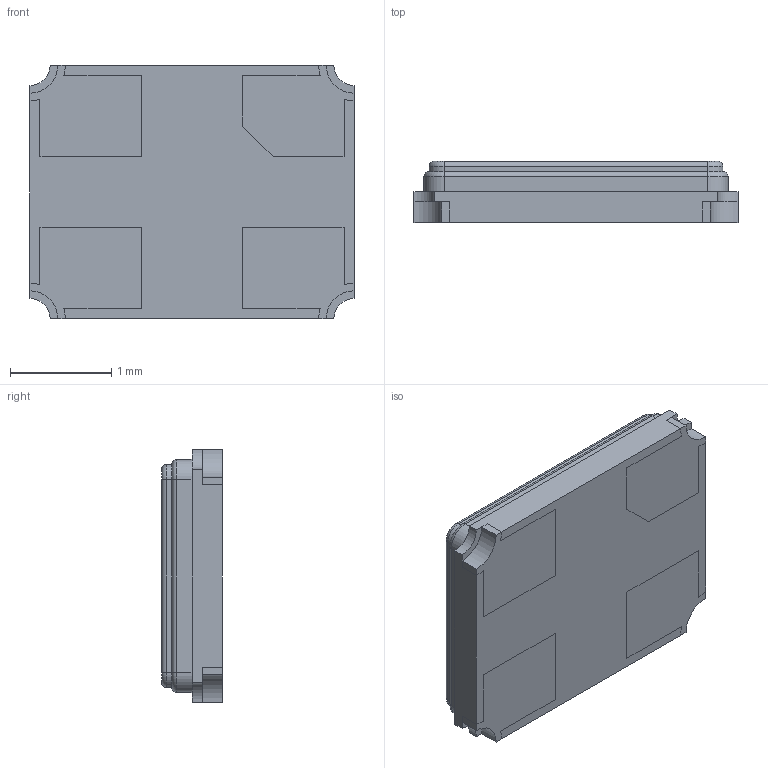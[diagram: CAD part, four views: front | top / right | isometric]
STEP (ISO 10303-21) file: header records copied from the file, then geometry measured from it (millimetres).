
FILE_DESCRIPTION (( 'STEP AP214' ), '1' );
FILE_NAME ('TSX-3225 16.0000MF18X-AC3.STEP', '2020-10-19T18:16:43', ( '' ), ( '' ), 'SwSTEP 2.0', 'SolidWorks 2017', '' );
FILE_SCHEMA (( 'AUTOMOTIVE_DESIGN' ));
Length unit declared in the file: millimetre
Products named in the file (1): TSX-3225 16.0000MF18X-AC3
Bounding box: 3.2 x 0.6 x 2.5 mm (x, y, z)
Volume: 4.3 mm3; surface area: 50.9 mm2
Topology: 7 solids, 7 shells, 127 faces, 318 edges, 204 vertices
Faces by surface type: plane 75, cylinder 44, torus 8
Entity records: 3864 total; most frequent: DIRECTION 666, CARTESIAN_POINT 650, ORIENTED_EDGE 636, EDGE_CURVE 318, VECTOR 226, LINE 226, AXIS2_PLACEMENT_3D 220, VERTEX_POINT 204
